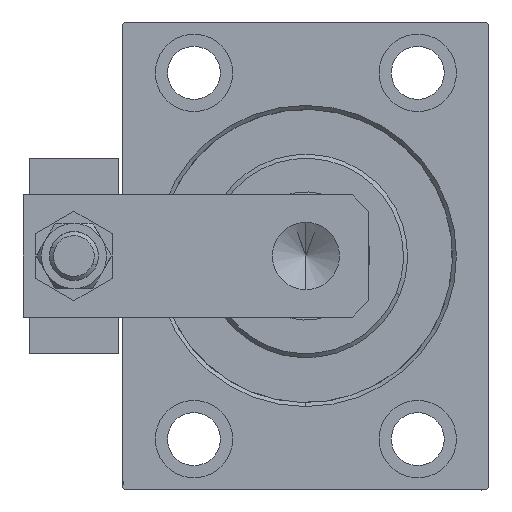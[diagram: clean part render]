
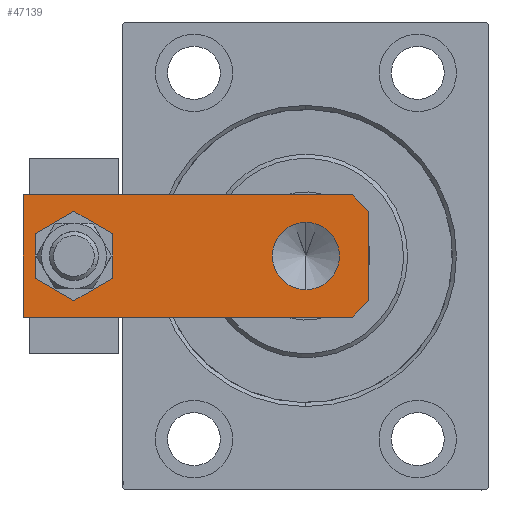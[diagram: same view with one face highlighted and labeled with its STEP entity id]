
A CAD part, left-side view. The second image highlights one B-rep face of the part: STEP entity #47139.
In plain terms, the highlighted face is planar.
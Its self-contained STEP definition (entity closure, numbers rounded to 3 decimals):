
#987 = DIRECTION ( 'NONE',  ( 0., 0., 1. ) ) ;
#2240 = DIRECTION ( 'NONE',  ( 1., 0., 0. ) ) ;
#2503 = LINE ( 'NONE', #37630, #18990 ) ;
#3355 = FACE_OUTER_BOUND ( 'NONE', #4514, .T. ) ;
#3866 = PLANE ( 'NONE',  #14851 ) ;
#4514 = EDGE_LOOP ( 'NONE', ( #11455, #44571, #6539, #41014, #23697, #19498 ) ) ;
#4864 = DIRECTION ( 'NONE',  ( 1., 0., 0. ) ) ;
#5331 = DIRECTION ( 'NONE',  ( 0.707, -0.707, 0. ) ) ;
#5561 = VERTEX_POINT ( 'NONE', #41386 ) ;
#6534 = EDGE_CURVE ( 'NONE', #40023, #33693, #21650, .T. ) ;
#6539 = ORIENTED_EDGE ( 'NONE', *, *, #49750, .T. ) ;
#6848 = AXIS2_PLACEMENT_3D ( 'NONE', #41865, #26617, #42382 ) ;
#7340 = VECTOR ( 'NONE', #47976, 1000. ) ;
#7761 = LINE ( 'NONE', #19638, #11488 ) ;
#8963 = EDGE_LOOP ( 'NONE', ( #31941, #11671 ) ) ;
#9604 = CARTESIAN_POINT ( 'NONE',  ( -7., 72.5, 8. ) ) ;
#10220 = CARTESIAN_POINT ( 'NONE',  ( -5.5, -5.5, 8. ) ) ;
#11094 = EDGE_CURVE ( 'NONE', #21539, #28663, #51058, .T. ) ;
#11455 = ORIENTED_EDGE ( 'NONE', *, *, #17441, .T. ) ;
#11488 = VECTOR ( 'NONE', #27445, 1000. ) ;
#11504 = VERTEX_POINT ( 'NONE', #44720 ) ;
#11671 = ORIENTED_EDGE ( 'NONE', *, *, #30966, .F. ) ;
#13277 = CARTESIAN_POINT ( 'NONE',  ( 0., 72.5, 8. ) ) ;
#14337 = VECTOR ( 'NONE', #43326, 1000. ) ;
#14851 = AXIS2_PLACEMENT_3D ( 'NONE', #47268, #19626, #50398 ) ;
#15510 = CARTESIAN_POINT ( 'NONE',  ( 15., 4., 8. ) ) ;
#15758 = FACE_BOUND ( 'NONE', #8963, .T. ) ;
#16486 = AXIS2_PLACEMENT_3D ( 'NONE', #16502, #28368, #48262 ) ;
#16502 = CARTESIAN_POINT ( 'NONE',  ( 0., 15.5, 8. ) ) ;
#16781 = CARTESIAN_POINT ( 'NONE',  ( 11., 0., 8. ) ) ;
#17084 = VECTOR ( 'NONE', #45414, 1000. ) ;
#17441 = EDGE_CURVE ( 'NONE', #11504, #46690, #7761, .T. ) ;
#17766 = CARTESIAN_POINT ( 'NONE',  ( 0., 72.5, 8. ) ) ;
#18990 = VECTOR ( 'NONE', #2240, 1000. ) ;
#19498 = ORIENTED_EDGE ( 'NONE', *, *, #20782, .T. ) ;
#19626 = DIRECTION ( 'NONE',  ( 0., 0., 1. ) ) ;
#19638 = CARTESIAN_POINT ( 'NONE',  ( -15., 85., 8. ) ) ;
#20782 = EDGE_CURVE ( 'NONE', #5561, #11504, #32715, .T. ) ;
#21147 = CARTESIAN_POINT ( 'NONE',  ( 5.5, -5.5, 8. ) ) ;
#21539 = VERTEX_POINT ( 'NONE', #9604 ) ;
#21650 = LINE ( 'NONE', #21147, #17084 ) ;
#23697 = ORIENTED_EDGE ( 'NONE', *, *, #32948, .T. ) ;
#23924 = VECTOR ( 'NONE', #5331, 1000. ) ;
#24719 = CARTESIAN_POINT ( 'NONE',  ( 15., 85., 8. ) ) ;
#25003 = CIRCLE ( 'NONE', #6848, 8.25 ) ;
#25146 = DIRECTION ( 'NONE',  ( 1., 0., 0. ) ) ;
#25717 = LINE ( 'NONE', #10220, #23924 ) ;
#26617 = DIRECTION ( 'NONE',  ( 0., 0., 1. ) ) ;
#26850 = FACE_BOUND ( 'NONE', #30496, .T. ) ;
#27445 = DIRECTION ( 'NONE',  ( 0., -1., 0. ) ) ;
#28368 = DIRECTION ( 'NONE',  ( 0., 0., 1. ) ) ;
#28529 = VERTEX_POINT ( 'NONE', #47133 ) ;
#28663 = VERTEX_POINT ( 'NONE', #48163 ) ;
#29018 = DIRECTION ( 'NONE',  ( 0., 0., 1. ) ) ;
#29992 = CARTESIAN_POINT ( 'NONE',  ( 8.25, 15.5, 8. ) ) ;
#30496 = EDGE_LOOP ( 'NONE', ( #37926, #44128 ) ) ;
#30919 = CARTESIAN_POINT ( 'NONE',  ( 15., 0., 8. ) ) ;
#30966 = EDGE_CURVE ( 'NONE', #50370, #28529, #25003, .T. ) ;
#31941 = ORIENTED_EDGE ( 'NONE', *, *, #48732, .F. ) ;
#32715 = LINE ( 'NONE', #24719, #7340 ) ;
#32948 = EDGE_CURVE ( 'NONE', #33693, #5561, #43076, .T. ) ;
#33693 = VERTEX_POINT ( 'NONE', #15510 ) ;
#34648 = CIRCLE ( 'NONE', #43734, 7. ) ;
#35480 = CARTESIAN_POINT ( 'NONE',  ( -11., 0., 8. ) ) ;
#37630 = CARTESIAN_POINT ( 'NONE',  ( -15., 0., 8. ) ) ;
#37926 = ORIENTED_EDGE ( 'NONE', *, *, #11094, .F. ) ;
#39174 = VERTEX_POINT ( 'NONE', #35480 ) ;
#39955 = CARTESIAN_POINT ( 'NONE',  ( -15., 4., 8. ) ) ;
#40023 = VERTEX_POINT ( 'NONE', #16781 ) ;
#41014 = ORIENTED_EDGE ( 'NONE', *, *, #6534, .T. ) ;
#41386 = CARTESIAN_POINT ( 'NONE',  ( 15., 85., 8. ) ) ;
#41865 = CARTESIAN_POINT ( 'NONE',  ( 0., 15.5, 8. ) ) ;
#41959 = AXIS2_PLACEMENT_3D ( 'NONE', #13277, #29018, #25146 ) ;
#42382 = DIRECTION ( 'NONE',  ( 1., 0., 0. ) ) ;
#43076 = LINE ( 'NONE', #30919, #14337 ) ;
#43326 = DIRECTION ( 'NONE',  ( 0., 1., 0. ) ) ;
#43734 = AXIS2_PLACEMENT_3D ( 'NONE', #17766, #987, #4864 ) ;
#44128 = ORIENTED_EDGE ( 'NONE', *, *, #49652, .F. ) ;
#44571 = ORIENTED_EDGE ( 'NONE', *, *, #46798, .T. ) ;
#44720 = CARTESIAN_POINT ( 'NONE',  ( -15., 85., 8. ) ) ;
#45414 = DIRECTION ( 'NONE',  ( 0.707, 0.707, 0. ) ) ;
#46690 = VERTEX_POINT ( 'NONE', #39955 ) ;
#46798 = EDGE_CURVE ( 'NONE', #46690, #39174, #25717, .T. ) ;
#47133 = CARTESIAN_POINT ( 'NONE',  ( -8.25, 15.5, 8. ) ) ;
#47139 = ADVANCED_FACE ( 'NONE', ( #26850, #3355, #15758 ), #3866, .T. ) ;
#47268 = CARTESIAN_POINT ( 'NONE',  ( 0., 0., 8. ) ) ;
#47976 = DIRECTION ( 'NONE',  ( -1., 0., 0. ) ) ;
#48163 = CARTESIAN_POINT ( 'NONE',  ( 7., 72.5, 8. ) ) ;
#48262 = DIRECTION ( 'NONE',  ( 1., 0., 0. ) ) ;
#48732 = EDGE_CURVE ( 'NONE', #28529, #50370, #51117, .T. ) ;
#49652 = EDGE_CURVE ( 'NONE', #28663, #21539, #34648, .T. ) ;
#49750 = EDGE_CURVE ( 'NONE', #39174, #40023, #2503, .T. ) ;
#50370 = VERTEX_POINT ( 'NONE', #29992 ) ;
#50398 = DIRECTION ( 'NONE',  ( 1., 0., 0. ) ) ;
#51058 = CIRCLE ( 'NONE', #41959, 7. ) ;
#51117 = CIRCLE ( 'NONE', #16486, 8.25 ) ;
